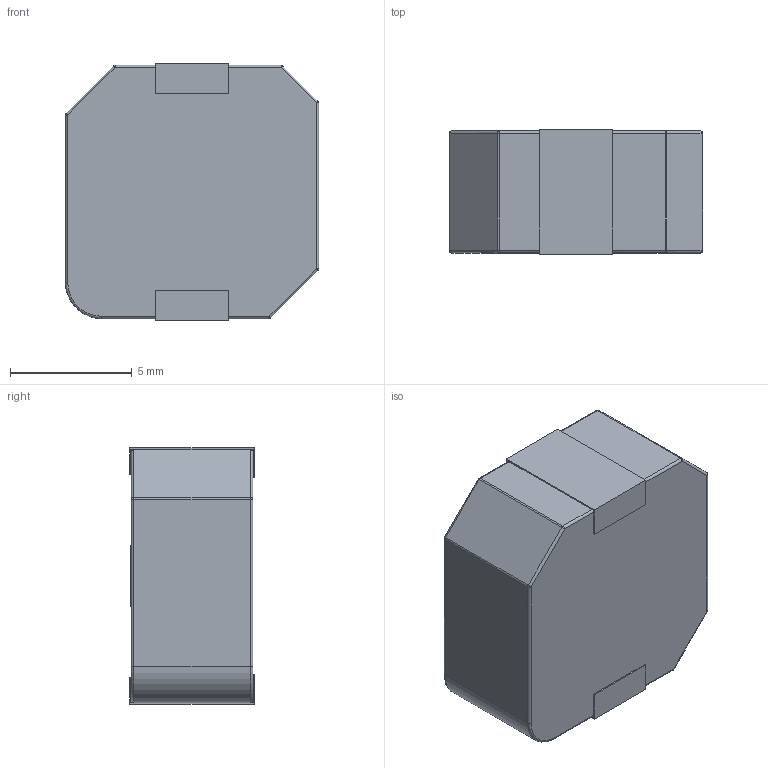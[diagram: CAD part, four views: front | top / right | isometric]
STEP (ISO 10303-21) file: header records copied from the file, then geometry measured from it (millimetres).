
FILE_DESCRIPTION (( 'STEP AP214' ), '1' );
FILE_NAME ('FD2529C3-C0FA-4D86-9A1A-112F3005BED1.STEP', '2025-05-05T03:17:01', ( '' ), ( '' ), 'SwSTEP 2.0', 'SolidWorks 2022', '' );
FILE_SCHEMA (( 'AUTOMOTIVE_DESIGN' ));
Length unit declared in the file: millimetre
Products named in the file (1): FD2529C3-C0FA-4D86-9A1A-112F3005BED1
Bounding box: 10.4 x 5.12 x 10.52 mm (x, y, z)
Volume: 492.9 mm3; surface area: 653.8 mm2
Topology: 3 solids, 3 shells, 128 faces, 316 edges, 188 vertices
Faces by surface type: plane 52, bspline 33, cylinder 25, sphere 12, torus 6
Entity records: 6137 total; most frequent: CARTESIAN_POINT 2518, ORIENTED_EDGE 608, DIRECTION 490, EDGE_CURVE 304, VERTEX_POINT 188, LINE 178, VECTOR 178, AXIS2_PLACEMENT_3D 156
